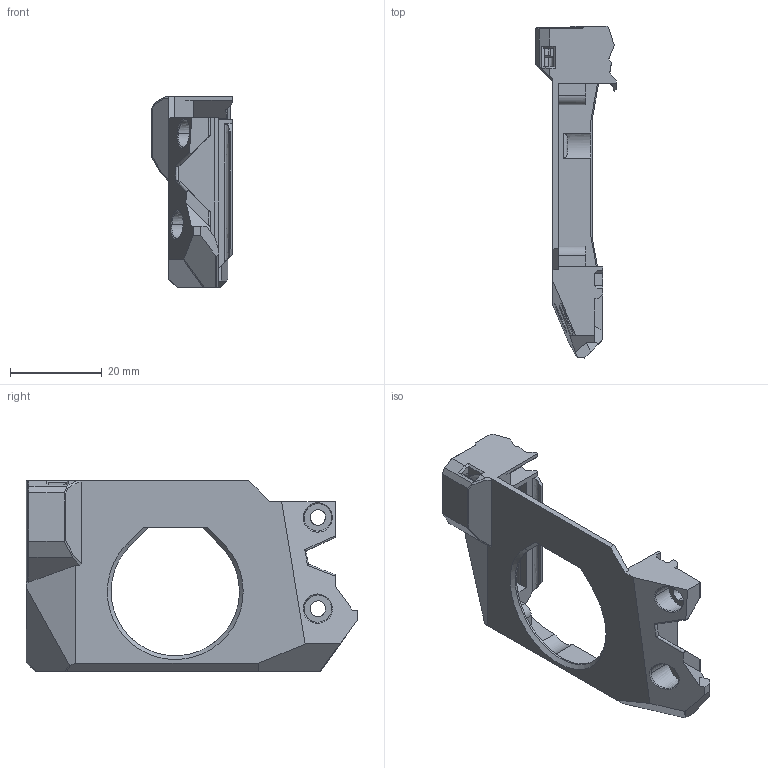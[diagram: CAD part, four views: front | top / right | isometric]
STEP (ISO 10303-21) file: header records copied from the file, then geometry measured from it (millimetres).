
FILE_DESCRIPTION(/* description */ (''),/* implementation_level */ '2;1');
FILE_NAME(/* name */ '_A__HX~1',/* time_stamp */ '2024-12-13T19:23:39+01:00',/* author */ (''),/* organization */ (''),/* preprocessor_version */ 'ST-DEVELOPER v15',/* originating_system */ '',/* authorisation */ '');
FILE_SCHEMA (('AUTOMOTIVE_DESIGN'));
Length unit declared in the file: millimetre
Products named in the file (1): Document
Bounding box: 17.57 x 72.29 x 41.6 mm (x, y, z)
Volume: 9553.1 mm3; surface area: 8659.7 mm2
Topology: 1 solids, 1 shells, 302 faces, 811 edges, 510 vertices
Faces by surface type: plane 179, bspline 123
Entity records: 11555 total; most frequent: CARTESIAN_POINT 6429, ORIENTED_EDGE 1622, EDGE_CURVE 811, B_SPLINE_CURVE_WITH_KNOTS 649, VERTEX_POINT 510, EDGE_LOOP 319, ADVANCED_FACE 302, FACE_OUTER_BOUND 302
